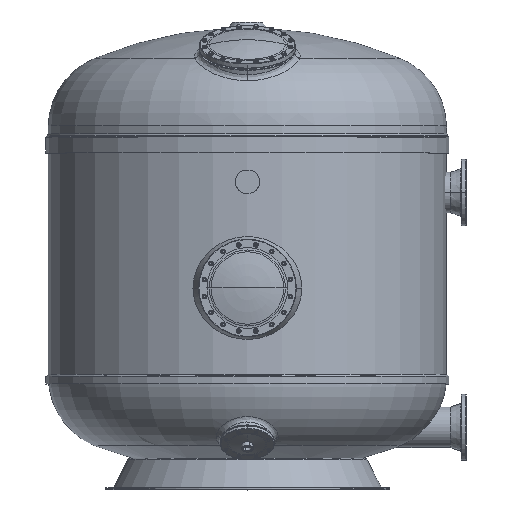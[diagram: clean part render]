
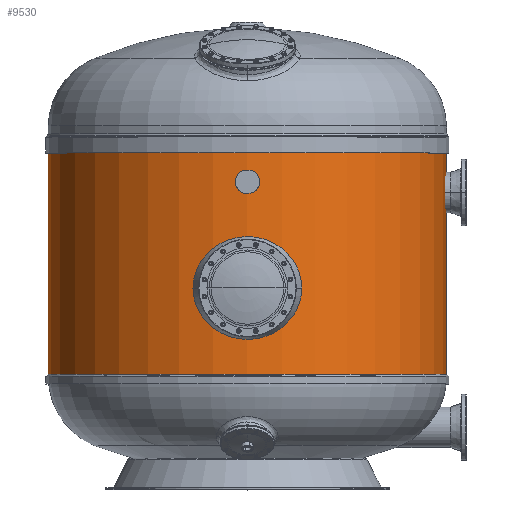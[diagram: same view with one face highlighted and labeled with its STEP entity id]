
A CAD part, top view. The second image highlights one B-rep face of the part: STEP entity #9530.
In plain terms, the highlighted cylindrical face has radius 1017.5 mm (diameter 2035 mm), a partial arc.
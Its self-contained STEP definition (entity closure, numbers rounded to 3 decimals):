
#1553 = DIRECTION ( 'NONE',  ( 0., 1., 0. ) ) ;
#1647 = VERTEX_POINT ( 'NONE', #16591 ) ;
#5616 = VECTOR ( 'NONE', #24870, 1000. ) ;
#9530 = ADVANCED_FACE ( 'NONE', ( #54678 ), #80692, .T. ) ;
#10506 = CIRCLE ( 'NONE', #47382, 1017.5 ) ;
#11018 = DIRECTION ( 'NONE',  ( 0., 1., 0. ) ) ;
#13855 = AXIS2_PLACEMENT_3D ( 'NONE', #37766, #1553, #41463 ) ;
#16142 = DIRECTION ( 'NONE',  ( -1., 0., 0. ) ) ;
#16352 = DIRECTION ( 'NONE',  ( -1., 0., 0. ) ) ;
#16591 = CARTESIAN_POINT ( 'NONE',  ( -292.5, 1800.786, -725. ) ) ;
#17358 = CARTESIAN_POINT ( 'NONE',  ( -292.5, 589.32, -725. ) ) ;
#19810 = CARTESIAN_POINT ( 'NONE',  ( 1742.5, 589.32, -725. ) ) ;
#20491 = EDGE_CURVE ( 'NONE', #31589, #1647, #63379, .T. ) ;
#24044 = ORIENTED_EDGE ( 'NONE', *, *, #37192, .T. ) ;
#24552 = ORIENTED_EDGE ( 'NONE', *, *, #20491, .F. ) ;
#24870 = DIRECTION ( 'NONE',  ( 0., 1., 0. ) ) ;
#25621 = VERTEX_POINT ( 'NONE', #19810 ) ;
#26112 = ORIENTED_EDGE ( 'NONE', *, *, #59467, .T. ) ;
#27982 = DIRECTION ( 'NONE',  ( 0., 1., 0. ) ) ;
#29081 = AXIS2_PLACEMENT_3D ( 'NONE', #56363, #11018, #16142 ) ;
#31047 = EDGE_LOOP ( 'NONE', ( #26112, #24044, #33657, #24552 ) ) ;
#31589 = VERTEX_POINT ( 'NONE', #17358 ) ;
#33657 = ORIENTED_EDGE ( 'NONE', *, *, #69480, .F. ) ;
#37192 = EDGE_CURVE ( 'NONE', #25621, #65641, #64676, .T. ) ;
#37766 = CARTESIAN_POINT ( 'NONE',  ( 725., 1800.786, -725. ) ) ;
#41463 = DIRECTION ( 'NONE',  ( -1., 0., 0. ) ) ;
#42971 = CARTESIAN_POINT ( 'NONE',  ( 725., 589.32, -725. ) ) ;
#47382 = AXIS2_PLACEMENT_3D ( 'NONE', #42971, #27982, #16352 ) ;
#49487 = CARTESIAN_POINT ( 'NONE',  ( 1742.5, 1800.786, -725. ) ) ;
#50786 = CIRCLE ( 'NONE', #13855, 1017.5 ) ;
#54678 = FACE_OUTER_BOUND ( 'NONE', #31047, .T. ) ;
#56363 = CARTESIAN_POINT ( 'NONE',  ( 725., 2290.153, -725. ) ) ;
#57427 = CARTESIAN_POINT ( 'NONE',  ( 1742.5, 2290.153, -725. ) ) ;
#59467 = EDGE_CURVE ( 'NONE', #31589, #25621, #10506, .T. ) ;
#63379 = LINE ( 'NONE', #82573, #5616 ) ;
#64676 = LINE ( 'NONE', #57427, #68697 ) ;
#65641 = VERTEX_POINT ( 'NONE', #49487 ) ;
#68697 = VECTOR ( 'NONE', #83436, 1000. ) ;
#69480 = EDGE_CURVE ( 'NONE', #1647, #65641, #50786, .T. ) ;
#80692 = CYLINDRICAL_SURFACE ( 'NONE', #29081, 1017.5 ) ;
#82573 = CARTESIAN_POINT ( 'NONE',  ( -292.5, 2290.153, -725. ) ) ;
#83436 = DIRECTION ( 'NONE',  ( 0., 1., 0. ) ) ;
